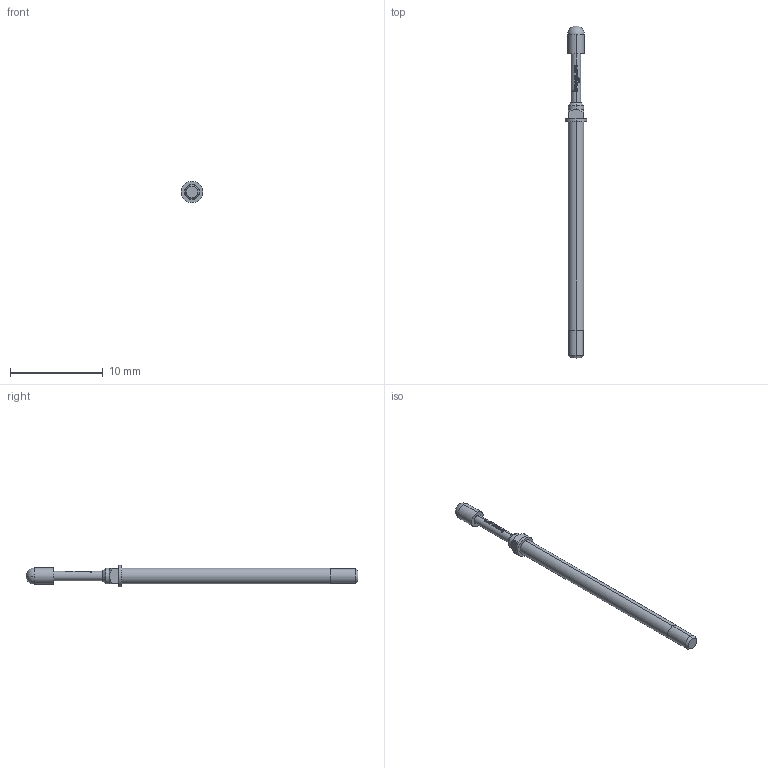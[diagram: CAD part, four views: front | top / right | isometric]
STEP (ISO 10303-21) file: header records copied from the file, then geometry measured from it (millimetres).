
FILE_DESCRIPTION (( 'STEP AP203' ), '1' );
FILE_NAME ('INGUN_GKS-112_305_180_A_xx02_M.STEP', '2022-01-17T09:07:53', ( 'ochi' ), ( '' ), 'SwSTEP 2.0', 'SolidWorks 2018', '' );
FILE_SCHEMA (( 'CONFIG_CONTROL_DESIGN' ));
Length unit declared in the file: millimetre
Products named in the file (1): INGUN_GKS-112_305_180_A_xx02_M
Bounding box: 2.3 x 35.8 x 2.3 mm (x, y, z)
Volume: 70.5 mm3; surface area: 185.1 mm2
Topology: 1 solids, 1 shells, 116 faces, 320 edges, 209 vertices
Faces by surface type: plane 53, cylinder 31, bspline 22, cone 8, sphere 2
Entity records: 4071 total; most frequent: CARTESIAN_POINT 1184, ORIENTED_EDGE 636, DIRECTION 532, EDGE_CURVE 318, AXIS2_PLACEMENT_3D 213, VERTEX_POINT 209, EDGE_LOOP 121, CIRCLE 118
